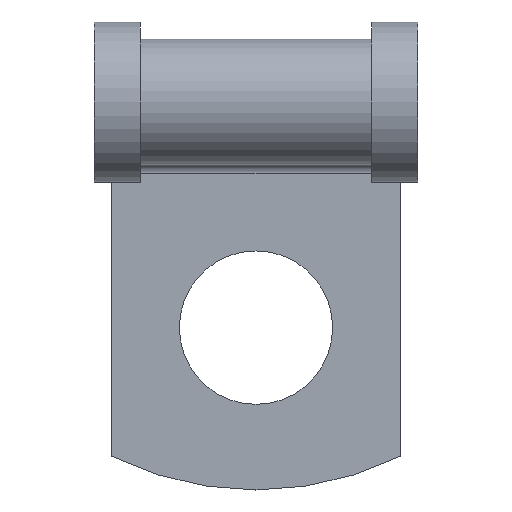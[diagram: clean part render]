
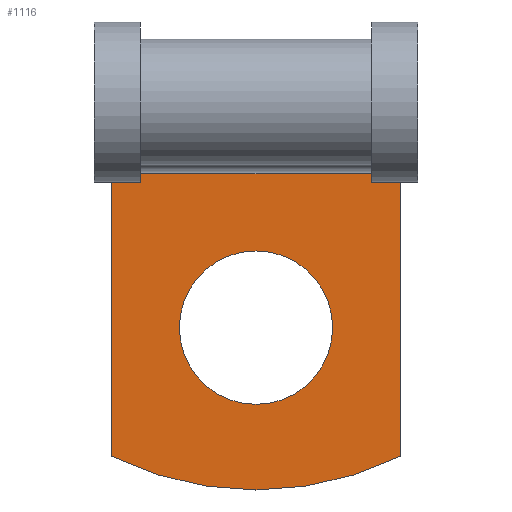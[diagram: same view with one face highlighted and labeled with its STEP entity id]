
A CAD part, left-side view. The second image highlights one B-rep face of the part: STEP entity #1116.
In plain terms, the highlighted planar face has unit normal (-1, 0, 0).
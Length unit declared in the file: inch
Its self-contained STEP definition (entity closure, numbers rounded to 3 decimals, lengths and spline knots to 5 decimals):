
#54 = DIRECTION ( 'NONE',  ( -1., 0., 0. ) ) ;
#68 = VERTEX_POINT ( 'NONE', #799 ) ;
#115 = ORIENTED_EDGE ( 'NONE', *, *, #1653, .F. ) ;
#120 = CARTESIAN_POINT ( 'NONE',  ( 0.15164, 0.5, -0.249 ) ) ;
#164 = VERTEX_POINT ( 'NONE', #686 ) ;
#179 = VERTEX_POINT ( 'NONE', #1729 ) ;
#195 = VERTEX_POINT ( 'NONE', #1353 ) ;
#224 = EDGE_LOOP ( 'NONE', ( #643, #115 ) ) ;
#252 = ORIENTED_EDGE ( 'NONE', *, *, #1486, .T. ) ;
#254 = DIRECTION ( 'NONE',  ( 0., -1., 0. ) ) ;
#270 = CIRCLE ( 'NONE', #1188, 0.2655 ) ;
#305 = DIRECTION ( 'NONE',  ( 0., 0., 1. ) ) ;
#321 = AXIS2_PLACEMENT_3D ( 'NONE', #648, #1563, #796 ) ;
#357 = EDGE_CURVE ( 'NONE', #68, #195, #1484, .T. ) ;
#405 = PLANE ( 'NONE',  #986 ) ;
#406 = VERTEX_POINT ( 'NONE', #640 ) ;
#458 = VERTEX_POINT ( 'NONE', #1032 ) ;
#640 = CARTESIAN_POINT ( 'NONE',  ( 0.15164, -0.5, -1.22578 ) ) ;
#643 = ORIENTED_EDGE ( 'NONE', *, *, #981, .F. ) ;
#648 = CARTESIAN_POINT ( 'NONE',  ( 0.15164, 0., -0.218 ) ) ;
#660 = EDGE_CURVE ( 'NONE', #458, #68, #1406, .T. ) ;
#677 = VECTOR ( 'NONE', #1658, 39.37008 ) ;
#686 = CARTESIAN_POINT ( 'NONE',  ( 0.15164, 0., -0.5155 ) ) ;
#726 = CARTESIAN_POINT ( 'NONE',  ( 0.15164, 0.5, -1.343 ) ) ;
#727 = FACE_OUTER_BOUND ( 'NONE', #1415, .T. ) ;
#760 = CARTESIAN_POINT ( 'NONE',  ( 0.15164, 0., -0.781 ) ) ;
#762 = ORIENTED_EDGE ( 'NONE', *, *, #1286, .T. ) ;
#764 = CIRCLE ( 'NONE', #1339, 0.2655 ) ;
#779 = DIRECTION ( 'NONE',  ( -1., 0., 0. ) ) ;
#783 = DIRECTION ( 'NONE',  ( 0., 0., 1. ) ) ;
#796 = DIRECTION ( 'NONE',  ( 0., 0., 1. ) ) ;
#798 = ORIENTED_EDGE ( 'NONE', *, *, #660, .F. ) ;
#799 = CARTESIAN_POINT ( 'NONE',  ( 0.15164, 0.5, -0.249 ) ) ;
#920 = CARTESIAN_POINT ( 'NONE',  ( 0.15164, 0., -0.781 ) ) ;
#981 = EDGE_CURVE ( 'NONE', #164, #179, #270, .T. ) ;
#986 = AXIS2_PLACEMENT_3D ( 'NONE', #1358, #1485, #1497 ) ;
#1032 = CARTESIAN_POINT ( 'NONE',  ( 0.15164, 0.5, -1.22578 ) ) ;
#1056 = DIRECTION ( 'NONE',  ( 0., 0., 1. ) ) ;
#1070 = VECTOR ( 'NONE', #305, 39.37008 ) ;
#1116 = ADVANCED_FACE ( 'NONE', ( #1755, #727 ), #405, .F. ) ;
#1155 = VECTOR ( 'NONE', #254, 39.37008 ) ;
#1188 = AXIS2_PLACEMENT_3D ( 'NONE', #760, #779, #783 ) ;
#1223 = ORIENTED_EDGE ( 'NONE', *, *, #357, .F. ) ;
#1286 = EDGE_CURVE ( 'NONE', #406, #195, #1717, .T. ) ;
#1339 = AXIS2_PLACEMENT_3D ( 'NONE', #920, #54, #1056 ) ;
#1353 = CARTESIAN_POINT ( 'NONE',  ( 0.15164, -0.5, -0.249 ) ) ;
#1358 = CARTESIAN_POINT ( 'NONE',  ( 0.15164, 0.5, -1.343 ) ) ;
#1406 = LINE ( 'NONE', #726, #1070 ) ;
#1415 = EDGE_LOOP ( 'NONE', ( #252, #762, #1223, #798 ) ) ;
#1484 = LINE ( 'NONE', #120, #1155 ) ;
#1485 = DIRECTION ( 'NONE',  ( 1., 0., 0. ) ) ;
#1486 = EDGE_CURVE ( 'NONE', #458, #406, #1613, .T. ) ;
#1497 = DIRECTION ( 'NONE',  ( 0., 0., -1. ) ) ;
#1527 = CARTESIAN_POINT ( 'NONE',  ( 0.15164, -0.5, -1.343 ) ) ;
#1563 = DIRECTION ( 'NONE',  ( -1., 0., 0. ) ) ;
#1613 = CIRCLE ( 'NONE', #321, 1.125 ) ;
#1653 = EDGE_CURVE ( 'NONE', #179, #164, #764, .T. ) ;
#1658 = DIRECTION ( 'NONE',  ( 0., 0., 1. ) ) ;
#1717 = LINE ( 'NONE', #1527, #677 ) ;
#1729 = CARTESIAN_POINT ( 'NONE',  ( 0.15164, 0., -1.0465 ) ) ;
#1755 = FACE_BOUND ( 'NONE', #224, .T. ) ;
